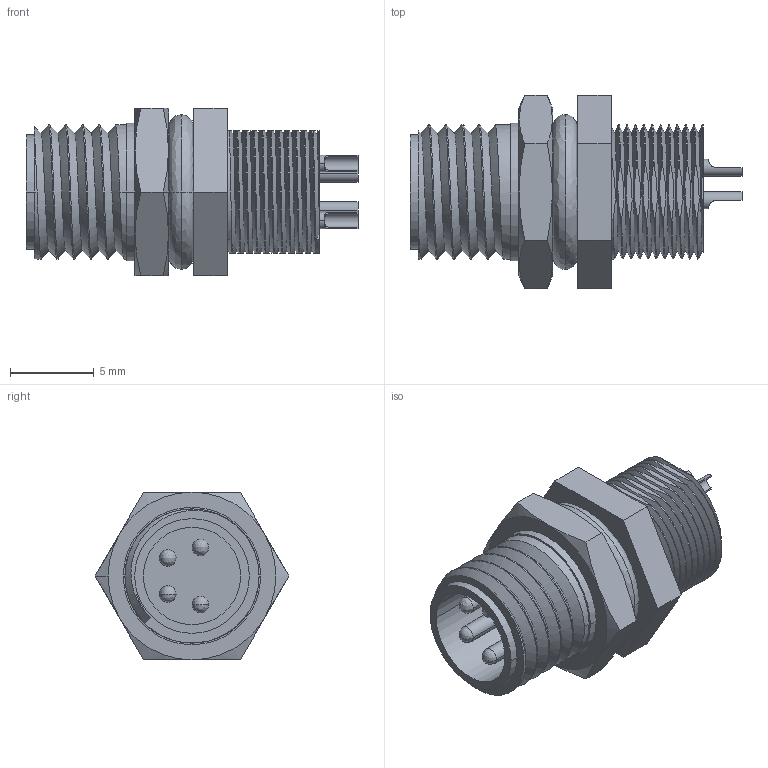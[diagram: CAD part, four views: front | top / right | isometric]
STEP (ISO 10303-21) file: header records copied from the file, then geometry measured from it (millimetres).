
FILE_DESCRIPTION (( 'STEP AP203' ), '1' );
FILE_NAME ('P44.STEP', '2020-03-30T07:54:06', ( 'edpusr' ), ( 'Microsoft' ), 'SwSTEP 2.0', 'SolidWorks 2015', '' );
FILE_SCHEMA (( 'CONFIG_CONTROL_DESIGN' ));
Length unit declared in the file: millimetre
Products named in the file (1): P44
Bounding box: 19.8 x 11.55 x 10 mm (x, y, z)
Volume: 861.6 mm3; surface area: 1090.4 mm2
Topology: 1 solids, 1 shells, 175 faces, 462 edges, 284 vertices
Faces by surface type: cylinder 79, plane 60, cone 22, bspline 14
Entity records: 7225 total; most frequent: CARTESIAN_POINT 3363, ORIENTED_EDGE 884, DIRECTION 677, EDGE_CURVE 442, VERTEX_POINT 284, AXIS2_PLACEMENT_3D 249, EDGE_LOOP 190, LINE 179
